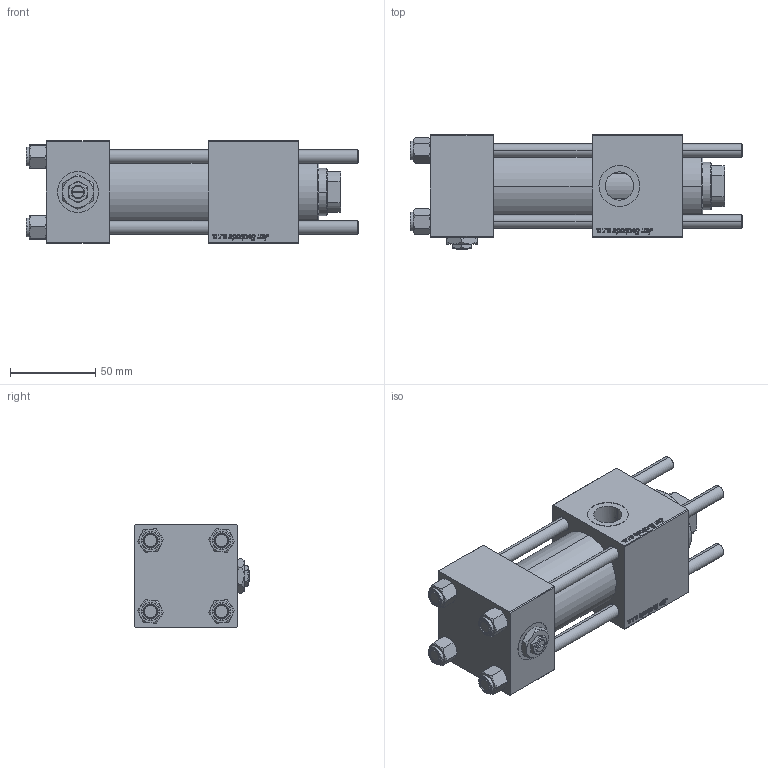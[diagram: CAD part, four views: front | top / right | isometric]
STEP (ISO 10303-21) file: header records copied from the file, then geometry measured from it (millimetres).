
FILE_DESCRIPTION (( 'STEP AP203' ), '1' );
FILE_NAME ('1c79.STEP', '2023-08-22T18:43:11', ( '' ), ( '' ), 'SwSTEP 2.0', 'SolidWorks 2019', '' );
FILE_SCHEMA (( 'CONFIG_CONTROL_DESIGN' ));
Length unit declared in the file: millimetre
Products named in the file (7): V215CR_B_TYCINKA 911b5bb65dd64206467687615146b67f; NUT_M5_B 911b5bb65dd64206467687615146b67f; V215CR_B-1 911b5bb65dd64206467687615146b67f; Zatka_pro_OIL_PORT 911b5bb65dd64206467687615146b67f; V215CR_VCP_B 911b5bb65dd64206467687615146b67f; V215_VC_A 911b5bb65dd64206467687615146b67f; 1c79
Assembly tree (12 placements, depth 2):
  1c79
    V215CR_B-1 911b5bb65dd64206467687615146b67f
    V215CR_VCP_B 911b5bb65dd64206467687615146b67f
    NUT_M5_B 911b5bb65dd64206467687615146b67f  x4
    V215CR_B_TYCINKA 911b5bb65dd64206467687615146b67f  x4
    V215_VC_A 911b5bb65dd64206467687615146b67f
    Zatka_pro_OIL_PORT 911b5bb65dd64206467687615146b67f
Bounding box: 195 x 67 x 60 mm (x, y, z)
Volume: 433516.6 mm3; surface area: 121707.8 mm2
Topology: 12 solids, 12 shells, 1212 faces, 3060 edges, 1979 vertices
Faces by surface type: bspline 504, plane 456, cone 158, cylinder 86, torus 8
Entity records: 58585 total; most frequent: CARTESIAN_POINT 34549, ORIENTED_EDGE 5612, DIRECTION 3144, EDGE_CURVE 2806, VERTEX_POINT 1835, VECTOR 1488, LINE 1488, EDGE_LOOP 1221
